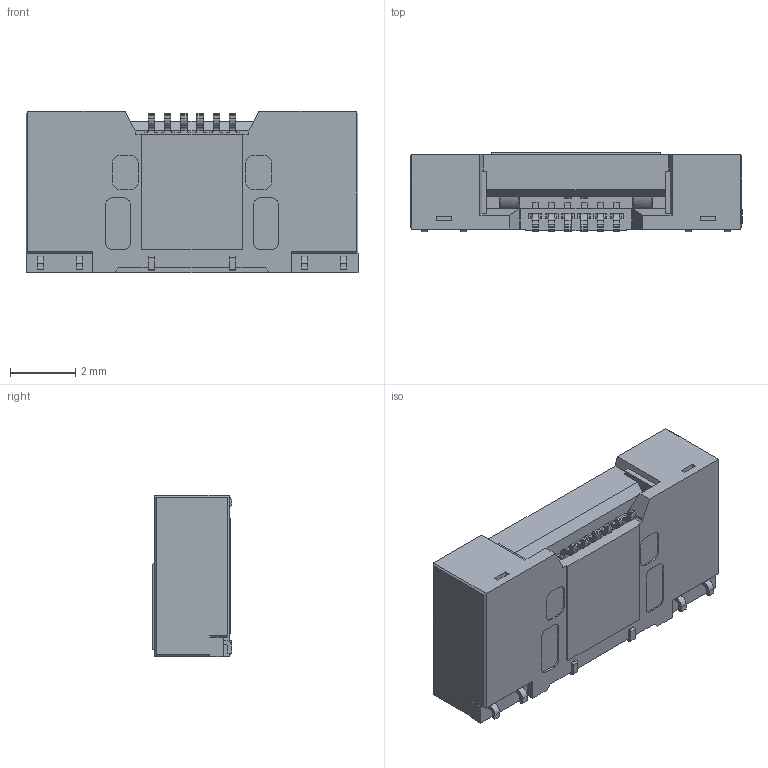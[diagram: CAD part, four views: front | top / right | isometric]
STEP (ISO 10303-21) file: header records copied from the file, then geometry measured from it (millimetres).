
FILE_DESCRIPTION((''),'2;1');
FILE_NAME('F308_6PIN','2019-08-22T',('FEG12'),(''),'CREO PARAMETRIC BY PTC INC, 2014500','CREO PARAMETRIC BY PTC INC, 2014500','');
FILE_SCHEMA(('CONFIG_CONTROL_DESIGN'));
Length unit declared in the file: millimetre
Products named in the file (1): F308_6PIN
Bounding box: 10.2 x 2.45 x 4.95 mm (x, y, z)
Volume: 98.4 mm3; surface area: 252.7 mm2
Topology: 1 solids, 1 shells, 839 faces, 2390 edges, 1594 vertices
Faces by surface type: plane 725, cylinder 106, bspline 8
Entity records: 27422 total; most frequent: CARTESIAN_POINT 5425, ORIENTED_EDGE 4698, DIRECTION 4226, EDGE_CURVE 2349, VECTOR 2150, LINE 2150, VERTEX_POINT 1552, AXIS2_PLACEMENT_3D 1038
